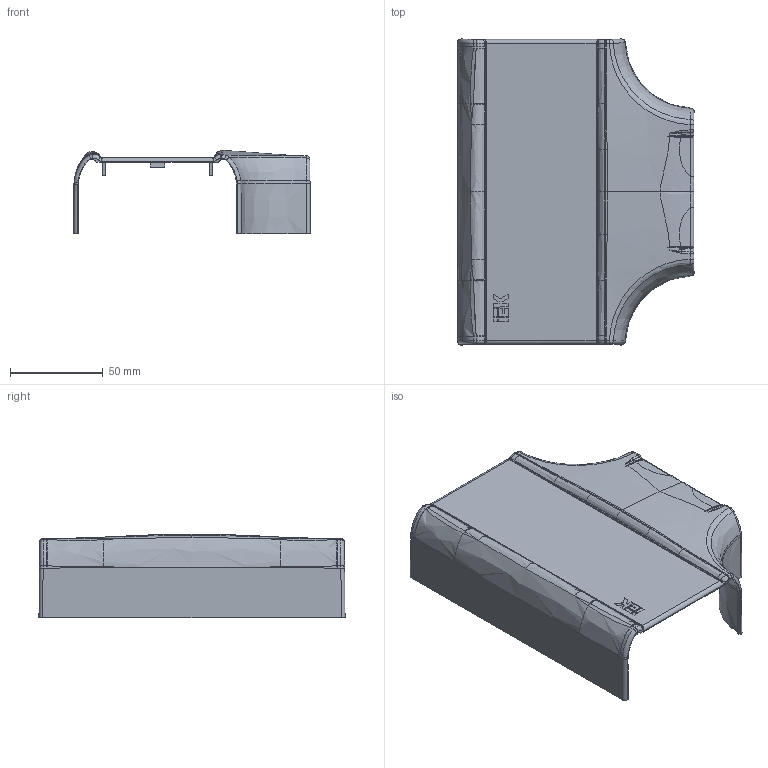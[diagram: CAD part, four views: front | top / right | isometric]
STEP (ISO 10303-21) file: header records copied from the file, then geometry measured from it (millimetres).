
FILE_DESCRIPTION (( 'STEP AP214' ), '1' );
FILE_NAME ('CKK-40D-T-080-040-K01 Ò-óãîë äëÿ Ê.Ê. Ïðàéìåð 80õ40.STEP', '2016-07-14T12:22:50', ( '' ), ( '' ), 'SwSTEP 2.0', 'SolidWorks 2014', '' );
FILE_SCHEMA (( 'AUTOMOTIVE_DESIGN' ));
Length unit declared in the file: millimetre
Products named in the file (1): CKK-40D-T-080-040-K01 Ò-óãîë äëÿ Ê.Ê. Ïðàéìåð 80õ40
Bounding box: 127.75 x 165.05 x 44.97 mm (x, y, z)
Volume: 59866.5 mm3; surface area: 61943.6 mm2
Topology: 1 solids, 1 shells, 562 faces, 1410 edges, 849 vertices
Faces by surface type: bspline 368, plane 144, cylinder 46, cone 4
Entity records: 57060 total; most frequent: CARTESIAN_POINT 46820, ORIENTED_EDGE 2800, EDGE_CURVE 1400, B_SPLINE_CURVE_WITH_KNOTS 932, DIRECTION 869, VERTEX_POINT 849, EDGE_LOOP 571, FACE_OUTER_BOUND 562
